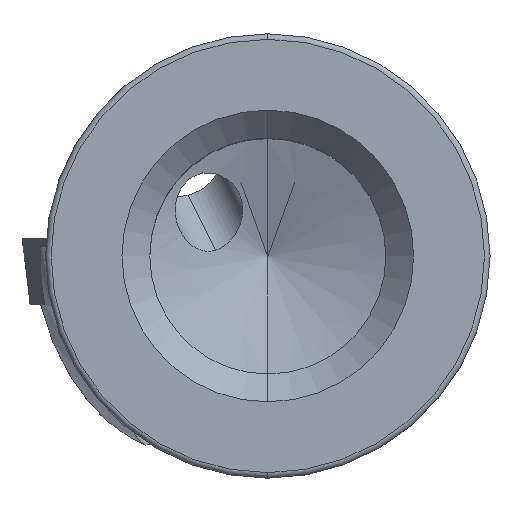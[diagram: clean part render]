
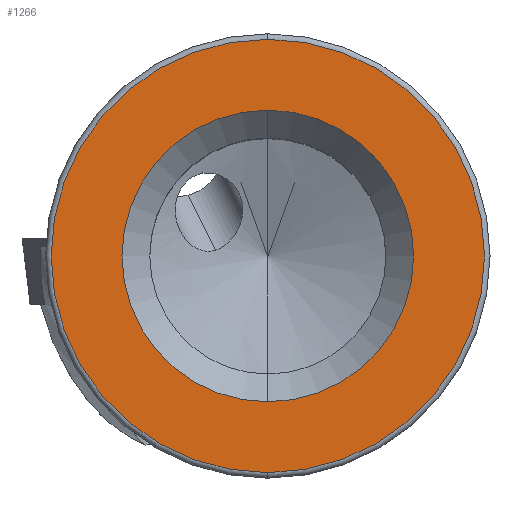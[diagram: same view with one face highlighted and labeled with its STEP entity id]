
A CAD part, top view. The second image highlights one B-rep face of the part: STEP entity #1266.
In plain terms, the highlighted planar face has unit normal (0, 0, 1).
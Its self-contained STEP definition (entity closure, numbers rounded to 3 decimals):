
#712=EDGE_CURVE('NONE',#1644,#1148,#2025,.T.);
#846=VERTEX_POINT('NONE',#2171);
#874=EDGE_CURVE('NONE',#846,#1454,#2202,.T.);
#896=EDGE_CURVE('NONE',#1454,#846,#2226,.F.);
#1148=VERTEX_POINT('NONE',#2505);
#1266=ADVANCED_FACE('NONE',(#2636,#2637),#2638,.T.);
#1454=VERTEX_POINT('NONE',#2853);
#1644=VERTEX_POINT('NONE',#3064);
#1724=EDGE_CURVE('NONE',#1148,#1644,#3152,.T.);
#2025=CIRCLE('',#3487,7.8);
#2171=CARTESIAN_POINT('',(0.0,-5.25,0.0));
#2202=CIRCLE('',#3783,5.25);
#2226=CIRCLE('',#3823,5.25);
#2505=CARTESIAN_POINT('',(0.0,-7.8,0.0));
#2636=FACE_OUTER_BOUND('',#5116,.T.);
#2637=FACE_BOUND('',#5117,.T.);
#2638=PLANE('',#5118);
#2853=CARTESIAN_POINT('',(0.,5.25,0.));
#3064=CARTESIAN_POINT('',(0.,7.8,0.));
#3152=CIRCLE('',#6457,7.8);
#3487=AXIS2_PLACEMENT_3D('',#6990,#6991,#6992);
#3783=AXIS2_PLACEMENT_3D('',#7201,#7202,#7203);
#3823=AXIS2_PLACEMENT_3D('',#7235,#7236,#7237);
#5116=EDGE_LOOP('',(#7706,#7707));
#5117=EDGE_LOOP('',(#7708,#7709));
#5118=AXIS2_PLACEMENT_3D('',#7710,#7711,#7712);
#6457=AXIS2_PLACEMENT_3D('',#8370,#8371,#8372);
#6990=CARTESIAN_POINT('',(0.0,0.0,0.0));
#6991=DIRECTION('',(0.,-0.0,1.0));
#6992=DIRECTION('',(0.0,1.0,0.0));
#7201=CARTESIAN_POINT('',(0.0,0.0,0.0));
#7202=DIRECTION('',(0.,-0.0,-1.0));
#7203=DIRECTION('',(0.0,-1.0,0.0));
#7235=CARTESIAN_POINT('',(0.0,0.0,0.0));
#7236=DIRECTION('',(0.,0.0,1.0));
#7237=DIRECTION('',(0.0,-1.0,0.0));
#7706=ORIENTED_EDGE('',*,*,#1724,.T.);
#7707=ORIENTED_EDGE('',*,*,#712,.T.);
#7708=ORIENTED_EDGE('',*,*,#874,.T.);
#7709=ORIENTED_EDGE('',*,*,#896,.T.);
#7710=CARTESIAN_POINT('',(0.0,0.0,0.0));
#7711=DIRECTION('',(0.,0.0,1.0));
#7712=DIRECTION('',(0.0,-1.0,0.0));
#8370=CARTESIAN_POINT('',(0.0,0.0,0.0));
#8371=DIRECTION('',(0.,-0.0,1.0));
#8372=DIRECTION('',(0.0,1.0,0.0));
